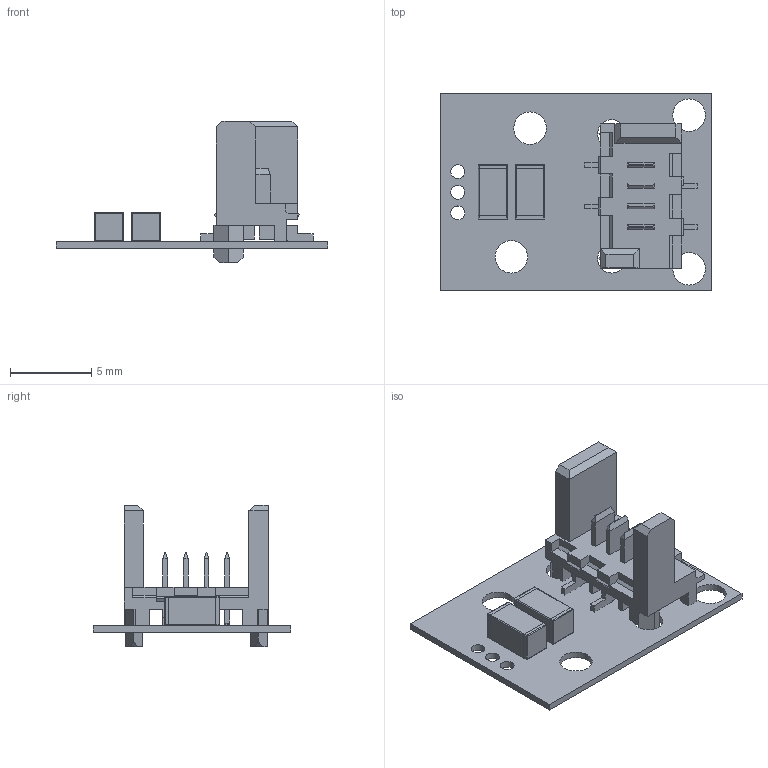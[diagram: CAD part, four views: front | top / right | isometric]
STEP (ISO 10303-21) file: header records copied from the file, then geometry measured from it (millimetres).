
FILE_DESCRIPTION(('Open CASCADE Model'),'2;1');
FILE_NAME('Open CASCADE Shape Model','2020-12-02T21:01:52',('Author'),( 'Open CASCADE'),'Open CASCADE STEP processor 6.8','Open CASCADE 6.8' ,'Unknown');
FILE_SCHEMA(('AUTOMOTIVE_DESIGN { 1 0 10303 214 1 1 1 1 }'));
Length unit declared in the file: millimetre
Products named in the file (1): PCB
Bounding box: 16.7 x 12.16 x 8.7 mm (x, y, z)
Volume: 204.7 mm3; surface area: 815.6 mm2
Topology: 8 solids, 8 shells, 317 faces, 843 edges, 552 vertices
Faces by surface type: plane 232, cylinder 69, sphere 16
Full cylindrical faces by diameter (mm): 0.85 x3, 1.753 x2, 2 x4
Entity records: 9680 total; most frequent: CARTESIAN_POINT 1697, ORIENTED_EDGE 1614, DIRECTION 1605, EDGE_CURVE 807, LINE 685, VECTOR 685, VERTEX_POINT 512, AXIS2_PLACEMENT_3D 460
